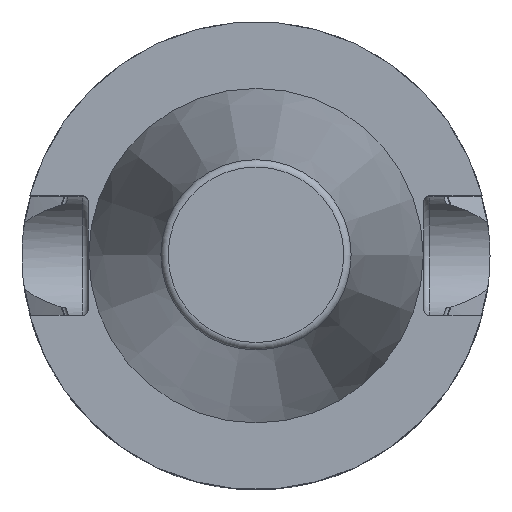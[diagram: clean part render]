
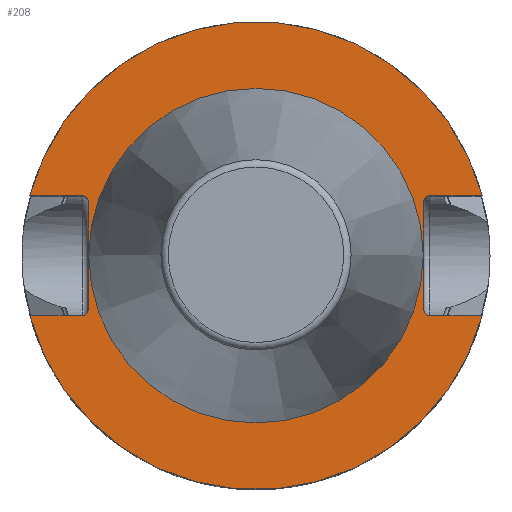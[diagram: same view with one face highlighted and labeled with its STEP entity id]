
A CAD part, top view. The second image highlights one B-rep face of the part: STEP entity #208.
In plain terms, the highlighted planar face has unit normal (0, 0, 1).
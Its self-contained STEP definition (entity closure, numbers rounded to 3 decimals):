
#139=LINE('',#1286,#173);
#140=LINE('',#1291,#174);
#141=LINE('',#1295,#175);
#142=LINE('',#1299,#176);
#143=LINE('',#1303,#177);
#144=LINE('',#1307,#178);
#173=VECTOR('',#1026,1.);
#174=VECTOR('',#1029,1.);
#175=VECTOR('',#1032,1.);
#176=VECTOR('',#1035,1.);
#177=VECTOR('',#1038,1.);
#178=VECTOR('',#1041,1.);
#208=ADVANCED_FACE('',(#280,#281),#264,.F.);
#264=PLANE('',#912);
#280=FACE_BOUND('',#328,.T.);
#281=FACE_BOUND('',#329,.T.);
#328=EDGE_LOOP('',(#408,#409,#410,#411,#412,#413,#414,#415,#416,#417,#418,
#419));
#329=EDGE_LOOP('',(#420));
#408=ORIENTED_EDGE('',*,*,#708,.T.);
#409=ORIENTED_EDGE('',*,*,#709,.T.);
#410=ORIENTED_EDGE('',*,*,#710,.T.);
#411=ORIENTED_EDGE('',*,*,#711,.T.);
#412=ORIENTED_EDGE('',*,*,#712,.F.);
#413=ORIENTED_EDGE('',*,*,#713,.T.);
#414=ORIENTED_EDGE('',*,*,#714,.F.);
#415=ORIENTED_EDGE('',*,*,#715,.T.);
#416=ORIENTED_EDGE('',*,*,#716,.T.);
#417=ORIENTED_EDGE('',*,*,#717,.T.);
#418=ORIENTED_EDGE('',*,*,#718,.F.);
#419=ORIENTED_EDGE('',*,*,#719,.T.);
#420=ORIENTED_EDGE('',*,*,#720,.T.);
#628=VERTEX_POINT('',#1287);
#629=VERTEX_POINT('',#1288);
#630=VERTEX_POINT('',#1290);
#631=VERTEX_POINT('',#1292);
#632=VERTEX_POINT('',#1294);
#633=VERTEX_POINT('',#1296);
#634=VERTEX_POINT('',#1298);
#635=VERTEX_POINT('',#1300);
#636=VERTEX_POINT('',#1302);
#637=VERTEX_POINT('',#1304);
#638=VERTEX_POINT('',#1306);
#639=VERTEX_POINT('',#1308);
#640=VERTEX_POINT('',#1311);
#708=EDGE_CURVE('',#628,#629,#139,.T.);
#709=EDGE_CURVE('',#629,#630,#818,.T.);
#710=EDGE_CURVE('',#630,#631,#140,.T.);
#711=EDGE_CURVE('',#631,#632,#819,.T.);
#712=EDGE_CURVE('',#633,#632,#141,.T.);
#713=EDGE_CURVE('',#633,#634,#820,.T.);
#714=EDGE_CURVE('',#635,#634,#142,.T.);
#715=EDGE_CURVE('',#635,#636,#821,.T.);
#716=EDGE_CURVE('',#636,#637,#143,.T.);
#717=EDGE_CURVE('',#637,#638,#822,.T.);
#718=EDGE_CURVE('',#639,#638,#144,.T.);
#719=EDGE_CURVE('',#639,#628,#823,.T.);
#720=EDGE_CURVE('',#640,#640,#824,.T.);
#818=CIRCLE('',#905,0.8);
#819=CIRCLE('',#906,31.5);
#820=CIRCLE('',#907,0.8);
#821=CIRCLE('',#908,0.8);
#822=CIRCLE('',#909,31.5);
#823=CIRCLE('',#910,0.8);
#824=CIRCLE('',#911,22.517);
#905=AXIS2_PLACEMENT_3D('',#1289,#1027,#1028);
#906=AXIS2_PLACEMENT_3D('',#1293,#1030,#1031);
#907=AXIS2_PLACEMENT_3D('',#1297,#1033,#1034);
#908=AXIS2_PLACEMENT_3D('',#1301,#1036,#1037);
#909=AXIS2_PLACEMENT_3D('',#1305,#1039,#1040);
#910=AXIS2_PLACEMENT_3D('',#1309,#1042,#1043);
#911=AXIS2_PLACEMENT_3D('',#1310,#1044,#1045);
#912=AXIS2_PLACEMENT_3D('',#1312,#1046,#1047);
#1026=DIRECTION('',(0.,1.,0.));
#1027=DIRECTION('',(0.,0.,-1.));
#1028=DIRECTION('',(-1.,0.,0.));
#1029=DIRECTION('',(1.,0.,0.));
#1030=DIRECTION('',(0.,0.,1.));
#1031=DIRECTION('',(0.967,0.256,0.));
#1032=DIRECTION('',(-1.,0.,0.));
#1033=DIRECTION('',(0.,0.,-1.));
#1034=DIRECTION('',(0.,1.,0.));
#1035=DIRECTION('',(0.,1.,0.));
#1036=DIRECTION('',(0.,0.,-1.));
#1037=DIRECTION('',(1.,0.,0.));
#1038=DIRECTION('',(-1.,0.,0.));
#1039=DIRECTION('',(0.,0.,1.));
#1040=DIRECTION('',(-0.967,-0.256,0.));
#1041=DIRECTION('',(1.,0.,0.));
#1042=DIRECTION('',(0.,0.,-1.));
#1043=DIRECTION('',(0.,-1.,0.));
#1044=DIRECTION('',(0.,0.,-1.));
#1045=DIRECTION('',(-1.,0.,0.));
#1046=DIRECTION('',(0.,0.,-1.));
#1047=DIRECTION('',(1.,0.,0.));
#1286=CARTESIAN_POINT('',(22.6,-7.25,-2.));
#1287=CARTESIAN_POINT('',(22.6,-7.25,-2.));
#1288=CARTESIAN_POINT('',(22.6,7.25,-2.));
#1289=CARTESIAN_POINT('',(23.4,7.25,-2.));
#1290=CARTESIAN_POINT('',(23.4,8.05,-2.));
#1291=CARTESIAN_POINT('',(23.4,8.05,-2.));
#1292=CARTESIAN_POINT('',(30.454,8.05,-2.));
#1293=CARTESIAN_POINT('',(0.,0.,-2.));
#1294=CARTESIAN_POINT('',(-30.454,8.05,-2.));
#1295=CARTESIAN_POINT('',(-23.4,8.05,-2.));
#1296=CARTESIAN_POINT('',(-23.4,8.05,-2.));
#1297=CARTESIAN_POINT('',(-23.4,7.25,-2.));
#1298=CARTESIAN_POINT('',(-22.6,7.25,-2.));
#1299=CARTESIAN_POINT('',(-22.6,-7.25,-2.));
#1300=CARTESIAN_POINT('',(-22.6,-7.25,-2.));
#1301=CARTESIAN_POINT('',(-23.4,-7.25,-2.));
#1302=CARTESIAN_POINT('',(-23.4,-8.05,-2.));
#1303=CARTESIAN_POINT('',(-23.4,-8.05,-2.));
#1304=CARTESIAN_POINT('',(-30.454,-8.05,-2.));
#1305=CARTESIAN_POINT('',(0.,0.,-2.));
#1306=CARTESIAN_POINT('',(30.454,-8.05,-2.));
#1307=CARTESIAN_POINT('',(23.4,-8.05,-2.));
#1308=CARTESIAN_POINT('',(23.4,-8.05,-2.));
#1309=CARTESIAN_POINT('',(23.4,-7.25,-2.));
#1310=CARTESIAN_POINT('',(0.,0.,-2.));
#1311=CARTESIAN_POINT('',(-22.517,0.,-2.));
#1312=CARTESIAN_POINT('',(0.,22.517,-2.));
